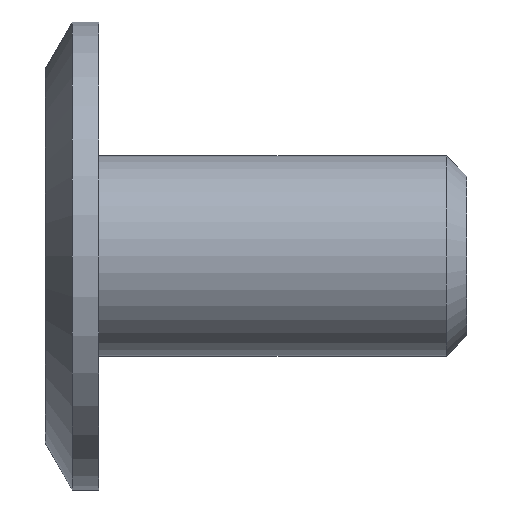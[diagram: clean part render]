
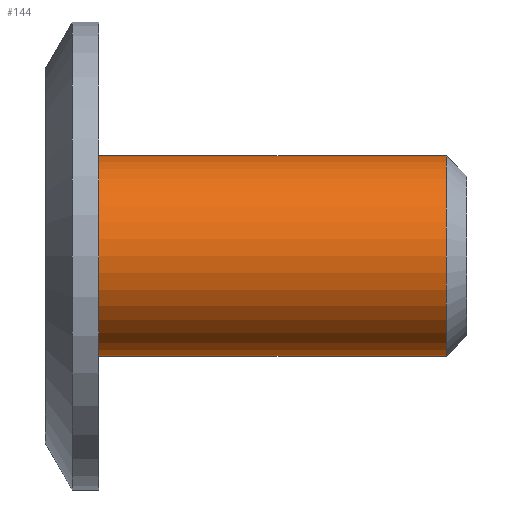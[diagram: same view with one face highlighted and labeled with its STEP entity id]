
A CAD part, front view. The second image highlights one B-rep face of the part: STEP entity #144.
In plain terms, the highlighted cylindrical face has radius 1.5 mm (diameter 3 mm), a partial arc.
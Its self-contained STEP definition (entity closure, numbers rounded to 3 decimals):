
#9 = VERTEX_POINT ( 'NONE', #796 ) ;
#11 = CARTESIAN_POINT ( 'NONE',  ( 5.194, 0., 1.5 ) ) ;
#39 = VECTOR ( 'NONE', #836, 1000. ) ;
#88 = CYLINDRICAL_SURFACE ( 'NONE', #621, 1.5 ) ;
#90 = CARTESIAN_POINT ( 'NONE',  ( 0., 0., -1.5 ) ) ;
#93 = EDGE_CURVE ( 'NONE', #400, #513, #280, .T. ) ;
#136 = EDGE_LOOP ( 'NONE', ( #500, #886, #726, #781 ) ) ;
#142 = CARTESIAN_POINT ( 'NONE',  ( 5.194, 0., 0. ) ) ;
#144 = ADVANCED_FACE ( 'NONE', ( #732 ), #88, .T. ) ;
#210 = EDGE_CURVE ( 'NONE', #650, #400, #752, .T. ) ;
#224 = CARTESIAN_POINT ( 'NONE',  ( 0., 0., 1.5 ) ) ;
#235 = AXIS2_PLACEMENT_3D ( 'NONE', #444, #312, #517 ) ;
#280 = CIRCLE ( 'NONE', #235, 1.5 ) ;
#299 = EDGE_CURVE ( 'NONE', #9, #513, #625, .T. ) ;
#301 = DIRECTION ( 'NONE',  ( -1., 0., 0. ) ) ;
#312 = DIRECTION ( 'NONE',  ( 1., 0., 0. ) ) ;
#341 = DIRECTION ( 'NONE',  ( -1., 0., 0. ) ) ;
#372 = DIRECTION ( 'NONE',  ( 1., 0., 0. ) ) ;
#373 = CARTESIAN_POINT ( 'NONE',  ( 6., 0., 0. ) ) ;
#395 = CARTESIAN_POINT ( 'NONE',  ( 6., 0., 1.5 ) ) ;
#398 = VECTOR ( 'NONE', #341, 1000. ) ;
#400 = VERTEX_POINT ( 'NONE', #224 ) ;
#444 = CARTESIAN_POINT ( 'NONE',  ( 0., 0., 0. ) ) ;
#446 = AXIS2_PLACEMENT_3D ( 'NONE', #142, #372, #649 ) ;
#500 = ORIENTED_EDGE ( 'NONE', *, *, #641, .F. ) ;
#513 = VERTEX_POINT ( 'NONE', #90 ) ;
#517 = DIRECTION ( 'NONE',  ( 0., 0., -1. ) ) ;
#587 = DIRECTION ( 'NONE',  ( 0., 0., -1. ) ) ;
#621 = AXIS2_PLACEMENT_3D ( 'NONE', #373, #301, #587 ) ;
#625 = LINE ( 'NONE', #912, #398 ) ;
#641 = EDGE_CURVE ( 'NONE', #650, #9, #847, .T. ) ;
#649 = DIRECTION ( 'NONE',  ( 0., 0., -1. ) ) ;
#650 = VERTEX_POINT ( 'NONE', #11 ) ;
#726 = ORIENTED_EDGE ( 'NONE', *, *, #93, .T. ) ;
#732 = FACE_OUTER_BOUND ( 'NONE', #136, .T. ) ;
#752 = LINE ( 'NONE', #395, #39 ) ;
#781 = ORIENTED_EDGE ( 'NONE', *, *, #299, .F. ) ;
#796 = CARTESIAN_POINT ( 'NONE',  ( 5.194, 0., -1.5 ) ) ;
#836 = DIRECTION ( 'NONE',  ( -1., 0., 0. ) ) ;
#847 = CIRCLE ( 'NONE', #446, 1.5 ) ;
#886 = ORIENTED_EDGE ( 'NONE', *, *, #210, .T. ) ;
#912 = CARTESIAN_POINT ( 'NONE',  ( 6., 0., -1.5 ) ) ;
